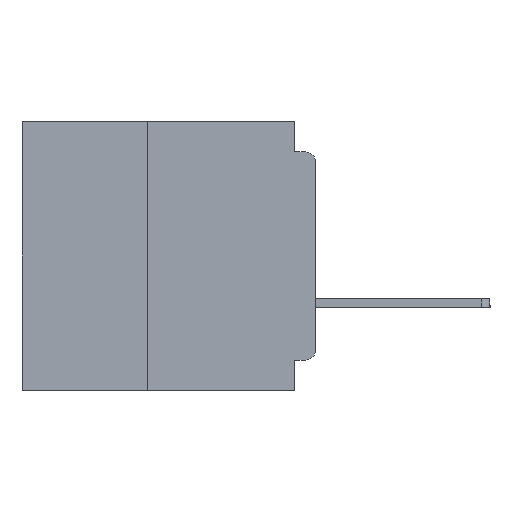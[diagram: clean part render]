
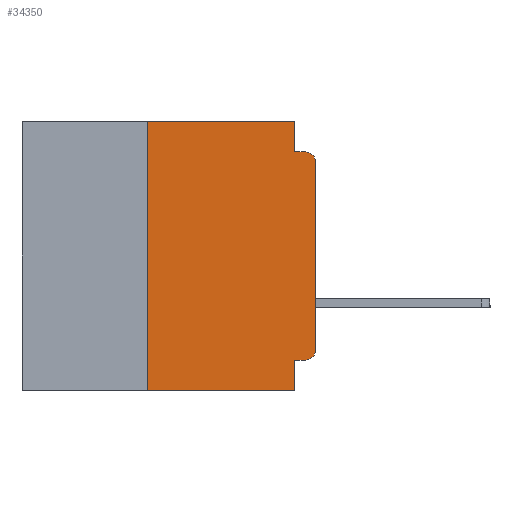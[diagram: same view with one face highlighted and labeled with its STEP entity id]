
A CAD part, left-side view. The second image highlights one B-rep face of the part: STEP entity #34350.
In plain terms, the highlighted planar face has unit normal (-1, 0, 0).
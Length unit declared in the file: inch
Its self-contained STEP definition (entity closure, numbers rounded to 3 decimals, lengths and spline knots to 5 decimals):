
#582 = CARTESIAN_POINT ( 'NONE',  ( 0., 0., -0.045 ) ) ;
#974 = VERTEX_POINT ( 'NONE', #14093 ) ;
#979 = VERTEX_POINT ( 'NONE', #15292 ) ;
#1344 = VECTOR ( 'NONE', #54309, 39.37008 ) ;
#1664 = VERTEX_POINT ( 'NONE', #8661 ) ;
#1905 = CIRCLE ( 'NONE', #31521, 0.015 ) ;
#2183 = ORIENTED_EDGE ( 'NONE', *, *, #35916, .F. ) ;
#2459 = PLANE ( 'NONE',  #41172 ) ;
#4766 = EDGE_CURVE ( 'NONE', #41732, #60830, #38272, .T. ) ;
#6177 = CARTESIAN_POINT ( 'NONE',  ( 0., 0.25, -0.4 ) ) ;
#6647 = EDGE_LOOP ( 'NONE', ( #34722, #11368, #29558, #2183, #52735, #56030, #36320, #20757, #24738, #59557 ) ) ;
#7011 = CARTESIAN_POINT ( 'NONE',  ( 0., 0.437, -0.4 ) ) ;
#7114 = LINE ( 'NONE', #52563, #44075 ) ;
#7320 = DIRECTION ( 'NONE',  ( 1., 0., 0. ) ) ;
#8563 = CARTESIAN_POINT ( 'NONE',  ( 0., 0., 0. ) ) ;
#8661 = CARTESIAN_POINT ( 'NONE',  ( 0., 0.031, -0.045 ) ) ;
#11218 = EDGE_CURVE ( 'NONE', #974, #41732, #1905, .T. ) ;
#11368 = ORIENTED_EDGE ( 'NONE', *, *, #24687, .T. ) ;
#11904 = CARTESIAN_POINT ( 'NONE',  ( 0., 0.25, -0.4 ) ) ;
#12089 = LINE ( 'NONE', #7011, #37807 ) ;
#12549 = VECTOR ( 'NONE', #23201, 39.37008 ) ;
#12876 = VERTEX_POINT ( 'NONE', #11904 ) ;
#12990 = CARTESIAN_POINT ( 'NONE',  ( 0., 0.015, -0.34 ) ) ;
#12994 = CARTESIAN_POINT ( 'NONE',  ( 0., 0.031, 0. ) ) ;
#13888 = CARTESIAN_POINT ( 'NONE',  ( 0., 0., -0.34 ) ) ;
#14058 = VERTEX_POINT ( 'NONE', #17302 ) ;
#14085 = DIRECTION ( 'NONE',  ( 0., 0., -1. ) ) ;
#14093 = CARTESIAN_POINT ( 'NONE',  ( 0., 0.015, -0.355 ) ) ;
#15292 = CARTESIAN_POINT ( 'NONE',  ( 0., 0.031, -0.355 ) ) ;
#17302 = CARTESIAN_POINT ( 'NONE',  ( 0., 0.25, 0. ) ) ;
#17887 = DIRECTION ( 'NONE',  ( 0., 0., -1. ) ) ;
#19525 = DIRECTION ( 'NONE',  ( -1., 0., 0. ) ) ;
#19787 = EDGE_CURVE ( 'NONE', #979, #54687, #7114, .T. ) ;
#19962 = VECTOR ( 'NONE', #32295, 39.37008 ) ;
#20757 = ORIENTED_EDGE ( 'NONE', *, *, #19787, .F. ) ;
#21021 = CARTESIAN_POINT ( 'NONE',  ( 0., 0.437, 0. ) ) ;
#21253 = CARTESIAN_POINT ( 'NONE',  ( 0., 0., -0.06 ) ) ;
#22454 = EDGE_CURVE ( 'NONE', #1664, #36210, #45209, .T. ) ;
#23180 = EDGE_CURVE ( 'NONE', #12876, #14058, #39870, .T. ) ;
#23201 = DIRECTION ( 'NONE',  ( 0., 0., 1. ) ) ;
#24687 = EDGE_CURVE ( 'NONE', #60830, #36210, #37453, .T. ) ;
#24738 = ORIENTED_EDGE ( 'NONE', *, *, #26023, .F. ) ;
#25934 = DIRECTION ( 'NONE',  ( 0., -1., 0. ) ) ;
#26023 = EDGE_CURVE ( 'NONE', #974, #979, #56653, .T. ) ;
#29558 = ORIENTED_EDGE ( 'NONE', *, *, #22454, .F. ) ;
#29602 = DIRECTION ( 'NONE',  ( 0., -1., 0. ) ) ;
#31521 = AXIS2_PLACEMENT_3D ( 'NONE', #12990, #46703, #17887 ) ;
#32295 = DIRECTION ( 'NONE',  ( 0., 0., -1. ) ) ;
#32478 = CARTESIAN_POINT ( 'NONE',  ( 0., 0.031, -0.4 ) ) ;
#32870 = LINE ( 'NONE', #12994, #19962 ) ;
#33834 = FACE_OUTER_BOUND ( 'NONE', #6647, .T. ) ;
#34350 = ADVANCED_FACE ( 'NONE', ( #33834 ), #2459, .F. ) ;
#34722 = ORIENTED_EDGE ( 'NONE', *, *, #4766, .T. ) ;
#35815 = LINE ( 'NONE', #21021, #58051 ) ;
#35916 = EDGE_CURVE ( 'NONE', #35923, #1664, #32870, .T. ) ;
#35923 = VERTEX_POINT ( 'NONE', #60920 ) ;
#35992 = DIRECTION ( 'NONE',  ( 0., -1., 0. ) ) ;
#36210 = VERTEX_POINT ( 'NONE', #58004 ) ;
#36320 = ORIENTED_EDGE ( 'NONE', *, *, #49428, .T. ) ;
#36323 = EDGE_CURVE ( 'NONE', #14058, #35923, #35815, .T. ) ;
#37453 = CIRCLE ( 'NONE', #56942, 0.015 ) ;
#37807 = VECTOR ( 'NONE', #35992, 39.37008 ) ;
#38272 = LINE ( 'NONE', #8563, #12549 ) ;
#39870 = LINE ( 'NONE', #6177, #1344 ) ;
#41063 = DIRECTION ( 'NONE',  ( 0., 0., -1. ) ) ;
#41172 = AXIS2_PLACEMENT_3D ( 'NONE', #59703, #7320, #41063 ) ;
#41732 = VERTEX_POINT ( 'NONE', #13888 ) ;
#43817 = DIRECTION ( 'NONE',  ( 0., 1., 0. ) ) ;
#44075 = VECTOR ( 'NONE', #14085, 39.37008 ) ;
#45209 = LINE ( 'NONE', #582, #56322 ) ;
#46703 = DIRECTION ( 'NONE',  ( -1., 0., 0. ) ) ;
#48305 = CARTESIAN_POINT ( 'NONE',  ( 0., 0.015, -0.06 ) ) ;
#49428 = EDGE_CURVE ( 'NONE', #12876, #54687, #12089, .T. ) ;
#52563 = CARTESIAN_POINT ( 'NONE',  ( 0., 0.031, -0.4 ) ) ;
#52735 = ORIENTED_EDGE ( 'NONE', *, *, #36323, .F. ) ;
#53090 = DIRECTION ( 'NONE',  ( 0., 0., -1. ) ) ;
#54309 = DIRECTION ( 'NONE',  ( 0., 0., 1. ) ) ;
#54687 = VERTEX_POINT ( 'NONE', #32478 ) ;
#55197 = VECTOR ( 'NONE', #43817, 39.37008 ) ;
#56030 = ORIENTED_EDGE ( 'NONE', *, *, #23180, .F. ) ;
#56322 = VECTOR ( 'NONE', #29602, 39.37008 ) ;
#56653 = LINE ( 'NONE', #57867, #55197 ) ;
#56942 = AXIS2_PLACEMENT_3D ( 'NONE', #48305, #19525, #53090 ) ;
#57867 = CARTESIAN_POINT ( 'NONE',  ( 0., 0., -0.355 ) ) ;
#58004 = CARTESIAN_POINT ( 'NONE',  ( 0., 0.015, -0.045 ) ) ;
#58051 = VECTOR ( 'NONE', #25934, 39.37008 ) ;
#59557 = ORIENTED_EDGE ( 'NONE', *, *, #11218, .T. ) ;
#59703 = CARTESIAN_POINT ( 'NONE',  ( 0., 0.437, 0. ) ) ;
#60830 = VERTEX_POINT ( 'NONE', #21253 ) ;
#60920 = CARTESIAN_POINT ( 'NONE',  ( 0., 0.031, 0. ) ) ;
